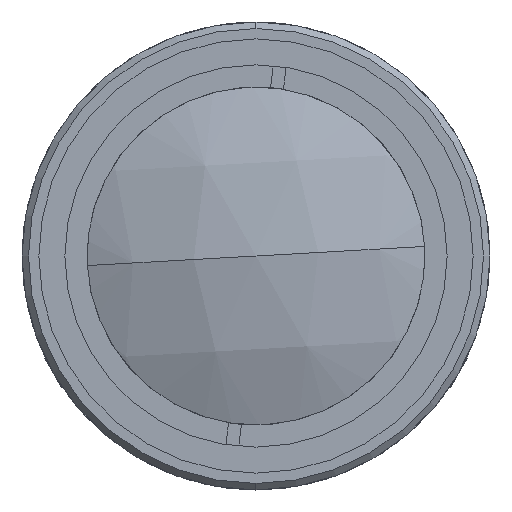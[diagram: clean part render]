
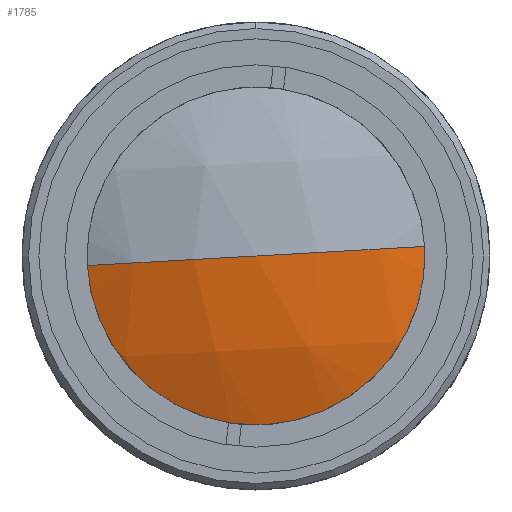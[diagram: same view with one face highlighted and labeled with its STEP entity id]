
A CAD part, left-side view. The second image highlights one B-rep face of the part: STEP entity #1785.
In plain terms, the highlighted spherical face has radius 34.13 mm.
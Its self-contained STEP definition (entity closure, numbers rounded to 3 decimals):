
#195 = DIRECTION ( 'NONE',  ( 0., 0.998, -0.057 ) ) ;
#219 = FACE_OUTER_BOUND ( 'NONE', #2428, .T. ) ;
#472 = ORIENTED_EDGE ( 'NONE', *, *, #1509, .T. ) ;
#540 = DIRECTION ( 'NONE',  ( 0., -0.057, -0.998 ) ) ;
#588 = DIRECTION ( 'NONE',  ( 0., -0.998, 0.057 ) ) ;
#887 = DIRECTION ( 'NONE',  ( 0., -0.057, -0.998 ) ) ;
#939 = CARTESIAN_POINT ( 'NONE',  ( 11.003, -13.977, 0.794 ) ) ;
#1113 = CARTESIAN_POINT ( 'NONE',  ( 8., 0., 0. ) ) ;
#1157 = VERTEX_POINT ( 'NONE', #1113 ) ;
#1259 = CARTESIAN_POINT ( 'NONE',  ( 42.13, 0., 0. ) ) ;
#1279 = EDGE_CURVE ( 'NONE', #2729, #1157, #3117, .T. ) ;
#1308 = DIRECTION ( 'NONE',  ( 0., 0.998, -0.057 ) ) ;
#1509 = EDGE_CURVE ( 'NONE', #2729, #2033, #3185, .T. ) ;
#1607 = DIRECTION ( 'NONE',  ( 0., 0.057, 0.998 ) ) ;
#1647 = AXIS2_PLACEMENT_3D ( 'NONE', #2660, #2637, #1607 ) ;
#1669 = AXIS2_PLACEMENT_3D ( 'NONE', #1259, #887, #195 ) ;
#1735 = ORIENTED_EDGE ( 'NONE', *, *, #1279, .F. ) ;
#1785 = ADVANCED_FACE ( 'NONE', ( #219 ), #2257, .T. ) ;
#2033 = VERTEX_POINT ( 'NONE', #939 ) ;
#2257 = SPHERICAL_SURFACE ( 'NONE', #1669, 34.13 ) ;
#2376 = EDGE_CURVE ( 'NONE', #2033, #1157, #3367, .T. ) ;
#2428 = EDGE_LOOP ( 'NONE', ( #472, #4437, #1735 ) ) ;
#2637 = DIRECTION ( 'NONE',  ( -1., 0., 0. ) ) ;
#2660 = CARTESIAN_POINT ( 'NONE',  ( 11.003, 0., 0. ) ) ;
#2729 = VERTEX_POINT ( 'NONE', #4277 ) ;
#3117 = CIRCLE ( 'NONE', #3778, 34.13 ) ;
#3185 = CIRCLE ( 'NONE', #1647, 14. ) ;
#3367 = CIRCLE ( 'NONE', #4325, 34.13 ) ;
#3748 = CARTESIAN_POINT ( 'NONE',  ( 42.13, 0., 0. ) ) ;
#3778 = AXIS2_PLACEMENT_3D ( 'NONE', #3748, #4529, #588 ) ;
#4277 = CARTESIAN_POINT ( 'NONE',  ( 11.003, 13.977, -0.794 ) ) ;
#4280 = CARTESIAN_POINT ( 'NONE',  ( 42.13, 0., 0. ) ) ;
#4325 = AXIS2_PLACEMENT_3D ( 'NONE', #4280, #540, #1308 ) ;
#4437 = ORIENTED_EDGE ( 'NONE', *, *, #2376, .T. ) ;
#4529 = DIRECTION ( 'NONE',  ( 0., 0.057, 0.998 ) ) ;
